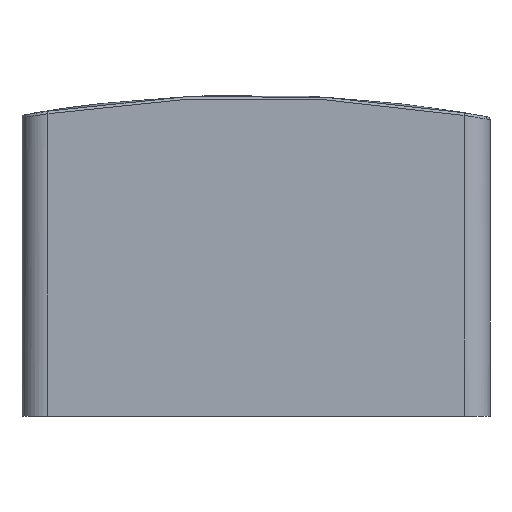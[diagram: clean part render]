
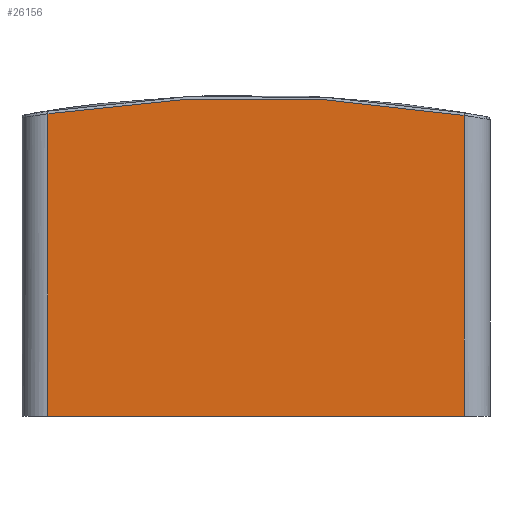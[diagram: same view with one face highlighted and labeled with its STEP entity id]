
A CAD part, left-side view. The second image highlights one B-rep face of the part: STEP entity #26156.
In plain terms, the highlighted planar face has unit normal (-1, 0, 0).
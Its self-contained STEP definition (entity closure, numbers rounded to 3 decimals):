
#248=CIRCLE('',#27287,495.644);
#3231=FACE_OUTER_BOUND('',#4821,.T.);
#4821=EDGE_LOOP('',(#23821,#23822,#23823,#23824));
#7460=LINE('',#49605,#10099);
#7461=LINE('',#49609,#10100);
#7462=LINE('',#49610,#10101);
#10099=VECTOR('',#32170,10.);
#10100=VECTOR('',#32175,10.);
#10101=VECTOR('',#32176,10.);
#12599=VERTEX_POINT('',#49461);
#12605=VERTEX_POINT('',#49587);
#12608=VERTEX_POINT('',#49604);
#12609=VERTEX_POINT('',#49608);
#16344=EDGE_CURVE('',#12599,#12605,#248,.T.);
#16348=EDGE_CURVE('',#12605,#12608,#7460,.T.);
#16350=EDGE_CURVE('',#12609,#12599,#7461,.T.);
#16351=EDGE_CURVE('',#12608,#12609,#7462,.T.);
#23821=ORIENTED_EDGE('',*,*,#16344,.F.);
#23822=ORIENTED_EDGE('',*,*,#16350,.F.);
#23823=ORIENTED_EDGE('',*,*,#16351,.F.);
#23824=ORIENTED_EDGE('',*,*,#16348,.F.);
#24743=PLANE('',#27291);
#26156=ADVANCED_FACE('',(#3231),#24743,.T.);
#27287=AXIS2_PLACEMENT_3D('',#49596,#32161,#32162);
#27291=AXIS2_PLACEMENT_3D('',#49607,#32173,#32174);
#32161=DIRECTION('center_axis',(1.,0.,0.));
#32162=DIRECTION('ref_axis',(0.,-0.004,
1.));
#32170=DIRECTION('',(0.,0.,-1.));
#32173=DIRECTION('center_axis',(-1.,0.,0.));
#32174=DIRECTION('ref_axis',(0.,-1.,0.));
#32175=DIRECTION('',(0.,0.,1.));
#32176=DIRECTION('',(0.,1.,0.));
#49461=CARTESIAN_POINT('',(-90.,80.,116.333));
#49587=CARTESIAN_POINT('',(-90.,-80.,115.667));
#49596=CARTESIAN_POINT('Origin',(-90.,2.034,-373.141));
#49604=CARTESIAN_POINT('',(-90.,-80.,0.));
#49605=CARTESIAN_POINT('',(-90.,-80.,0.));
#49607=CARTESIAN_POINT('Origin',(-90.,90.,0.));
#49608=CARTESIAN_POINT('',(-90.,80.,0.));
#49609=CARTESIAN_POINT('',(-90.,80.,0.));
#49610=CARTESIAN_POINT('',(-90.,-90.,0.));
